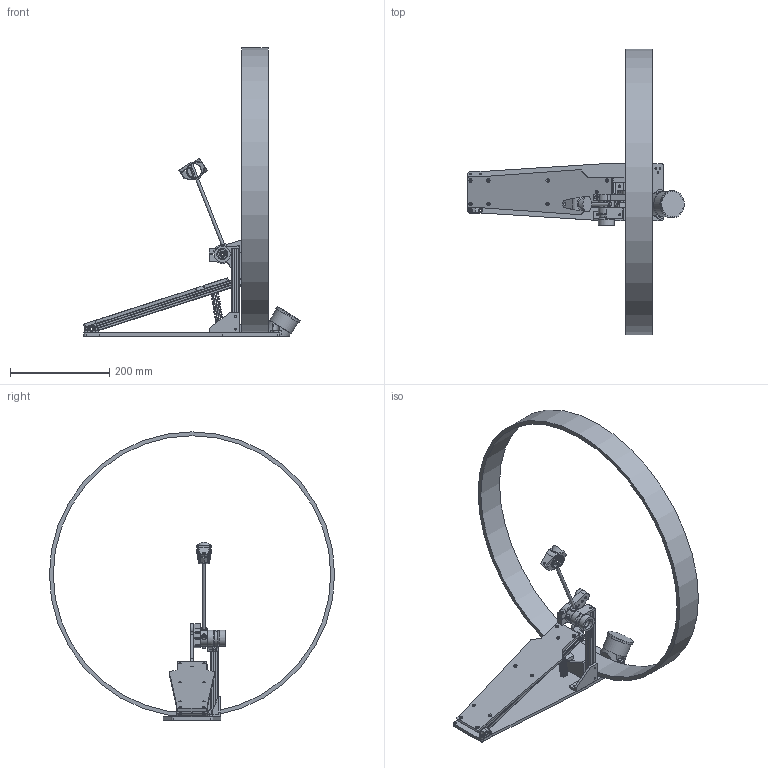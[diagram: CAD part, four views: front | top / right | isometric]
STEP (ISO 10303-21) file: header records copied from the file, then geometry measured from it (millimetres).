
FILE_DESCRIPTION(/* description */ ('STEP AP242','CAx-IF Rec.Pracs.---Representation and Presentation of Product Manufacturing Information (PMI)---4.0---2014-10-13','CAx-IF Rec.Pracs.---3D Tessellated Geometry---0.4---2014-09-14','2;1'),/* implementation_level */ '2;1');
FILE_NAME(/* name */ '615b27aff449245f1db7acb9',/* time_stamp */ '2021-10-04T16:11:29+00:00',/* author */ (''),/* organization */ (''),/* preprocessor_version */ 'ST-DEVELOPER v18.1',/* originating_system */ ' ',/* authorisation */ ' ');
FILE_SCHEMA (('AP242_MANAGED_MODEL_BASED_3D_ENGINEERING_MIM_LF { 1 0 10303 442 1 1 4 }'));
Length unit declared in the file: metre
Products named in the file (23): Beater; Beater Rotate; Beater - Shaft; DP - SelfKick Trigger; DP - SelfKick Foam; DP - SelfKick Base; DP - Spring - Top Holder; DP - Spring; DP - Strengthener Length; DP - Strengthener Width; DP - Bearing Mount; DP - Shaft Module - Rigid; DP - Shaft - Module; DP - Board; BD - Base; BD - Heel Shaft; BD - Link Base; BD - Heel Shaft Base; DP - Link; DP - Board Tube; DP - Frame Tube - Floor; !TR - Link Bearing; !REF - Hoop
Bounding box: 436.26 x 574.4 x 580.4 mm (x, y, z)
Volume: 1449102 mm3; surface area: 508488.8 mm2
Topology: 23 solids, 23 shells, 1015 faces, 2889 edges, 1925 vertices
Faces by surface type: cylinder 678, plane 289, cone 25, bspline 18, torus 5
Full cylindrical faces by diameter (mm): 2.5 x6, 3.149 x4, 3.174 x10, 3.4 x19, 3.429 x1, 3.5 x4, 4.167 x3, 4.2 x3, 4.3 x1, 4.5 x6, 4.763 x2, 5 x1, 5.5 x2, 6 x5, 6.35 x2, 6.5 x2, 7 x3, 8 x1, 10 x3, 10.2 x1, 18.5 x1, 22.2 x2, 32.2 x1, 50.8 x1, 54.8 x1, 558.8 x1, 574.4 x1
Entity records: 37248 total; most frequent: CARTESIAN_POINT 10783, ORIENTED_EDGE 5454, DIRECTION 5278, EDGE_CURVE 2727, AXIS2_PLACEMENT_3D 2038, VERTEX_POINT 1878, EDGE_LOOP 1283, FACE_BOUND 1283
